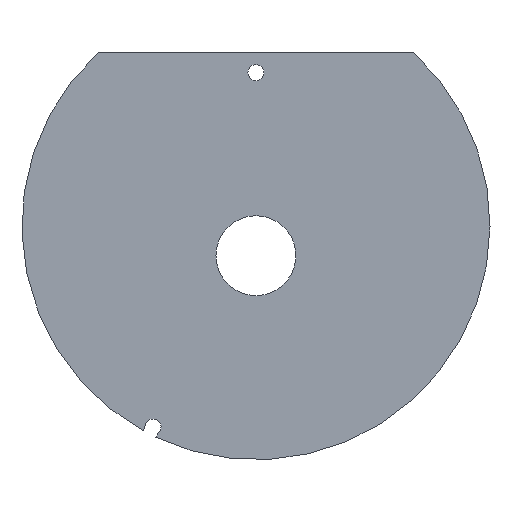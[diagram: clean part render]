
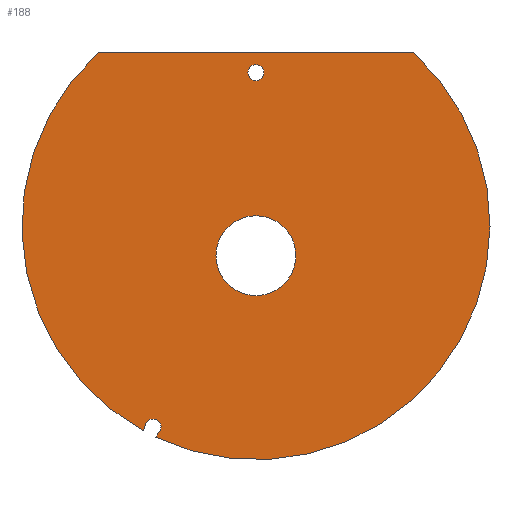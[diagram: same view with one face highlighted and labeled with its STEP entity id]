
A CAD part, front view. The second image highlights one B-rep face of the part: STEP entity #188.
In plain terms, the highlighted planar face has unit normal (0, -1, 0).
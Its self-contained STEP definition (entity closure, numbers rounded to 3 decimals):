
#17=FACE_BOUND('',#46,.T.);
#18=FACE_BOUND('',#47,.T.);
#23=PLANE('',#231);
#33=FACE_OUTER_BOUND('',#45,.T.);
#45=EDGE_LOOP('',(#166,#167,#168,#169,#170,#171));
#46=EDGE_LOOP('',(#172));
#47=EDGE_LOOP('',(#173));
#50=LINE('',#304,#64);
#55=LINE('',#318,#69);
#59=LINE('',#330,#73);
#64=VECTOR('',#250,10.);
#69=VECTOR('',#263,10.);
#73=VECTOR('',#275,10.);
#77=CIRCLE('',#214,10.);
#79=CIRCLE('',#217,2.);
#80=CIRCLE('',#220,58.6);
#82=CIRCLE('',#224,2.);
#84=CIRCLE('',#228,58.6);
#87=VERTEX_POINT('',#292);
#89=VERTEX_POINT('',#298);
#90=VERTEX_POINT('',#302);
#91=VERTEX_POINT('',#303);
#94=VERTEX_POINT('',#311);
#96=VERTEX_POINT('',#317);
#98=VERTEX_POINT('',#323);
#100=VERTEX_POINT('',#329);
#104=EDGE_CURVE('',#87,#87,#77,.T.);
#107=EDGE_CURVE('',#89,#89,#79,.T.);
#108=EDGE_CURVE('',#90,#91,#50,.T.);
#112=EDGE_CURVE('',#94,#90,#80,.T.);
#115=EDGE_CURVE('',#96,#94,#55,.T.);
#118=EDGE_CURVE('',#98,#96,#82,.T.);
#121=EDGE_CURVE('',#100,#98,#59,.T.);
#124=EDGE_CURVE('',#91,#100,#84,.T.);
#166=ORIENTED_EDGE('',*,*,#124,.F.);
#167=ORIENTED_EDGE('',*,*,#108,.F.);
#168=ORIENTED_EDGE('',*,*,#112,.F.);
#169=ORIENTED_EDGE('',*,*,#115,.F.);
#170=ORIENTED_EDGE('',*,*,#118,.F.);
#171=ORIENTED_EDGE('',*,*,#121,.F.);
#172=ORIENTED_EDGE('',*,*,#107,.F.);
#173=ORIENTED_EDGE('',*,*,#104,.F.);
#188=ADVANCED_FACE('',(#33,#17,#18),#23,.F.);
#214=AXIS2_PLACEMENT_3D('',#294,#239,#240);
#217=AXIS2_PLACEMENT_3D('',#300,#246,#247);
#220=AXIS2_PLACEMENT_3D('',#312,#256,#257);
#224=AXIS2_PLACEMENT_3D('',#324,#268,#269);
#228=AXIS2_PLACEMENT_3D('',#335,#280,#281);
#231=AXIS2_PLACEMENT_3D('',#338,#286,#287);
#239=DIRECTION('center_axis',(0.,-1.,0.));
#240=DIRECTION('ref_axis',(1.,0.,0.));
#246=DIRECTION('center_axis',(0.,-1.,0.));
#247=DIRECTION('ref_axis',(1.,0.,0.));
#250=DIRECTION('',(1.,0.,0.));
#256=DIRECTION('center_axis',(0.,1.,0.));
#257=DIRECTION('ref_axis',(0.673,0.,0.739));
#263=DIRECTION('',(-0.29,0.,-0.957));
#268=DIRECTION('center_axis',(0.,-1.,0.));
#269=DIRECTION('ref_axis',(1.,0.,0.));
#275=DIRECTION('',(0.606,0.,0.796));
#280=DIRECTION('center_axis',(0.,1.,0.));
#281=DIRECTION('ref_axis',(0.673,0.,0.739));
#286=DIRECTION('center_axis',(0.,1.,0.));
#287=DIRECTION('ref_axis',(0.,0.,1.));
#292=CARTESIAN_POINT('',(-10.,0.,-7.5));
#294=CARTESIAN_POINT('Origin',(0.,0.,-7.5));
#298=CARTESIAN_POINT('',(-2.,0.,38.322));
#300=CARTESIAN_POINT('Origin',(0.,0.,38.322));
#302=CARTESIAN_POINT('',(-39.461,0.,43.322));
#303=CARTESIAN_POINT('',(39.461,0.,43.322));
#304=CARTESIAN_POINT('',(-39.461,0.,43.322));
#311=CARTESIAN_POINT('',(-28.153,0.,-51.394));
#312=CARTESIAN_POINT('Origin',(0.,0.,0.));
#317=CARTESIAN_POINT('',(-27.675,0.,-49.817));
#318=CARTESIAN_POINT('',(-27.675,0.,-49.817));
#323=CARTESIAN_POINT('',(-24.169,0.,-51.609));
#324=CARTESIAN_POINT('Origin',(-25.761,0.,-50.398));
#329=CARTESIAN_POINT('',(-25.167,0.,-52.92));
#330=CARTESIAN_POINT('',(-25.167,0.,-52.92));
#335=CARTESIAN_POINT('Origin',(0.,0.,0.));
#338=CARTESIAN_POINT('Origin',(0.,0.,-7.639));
